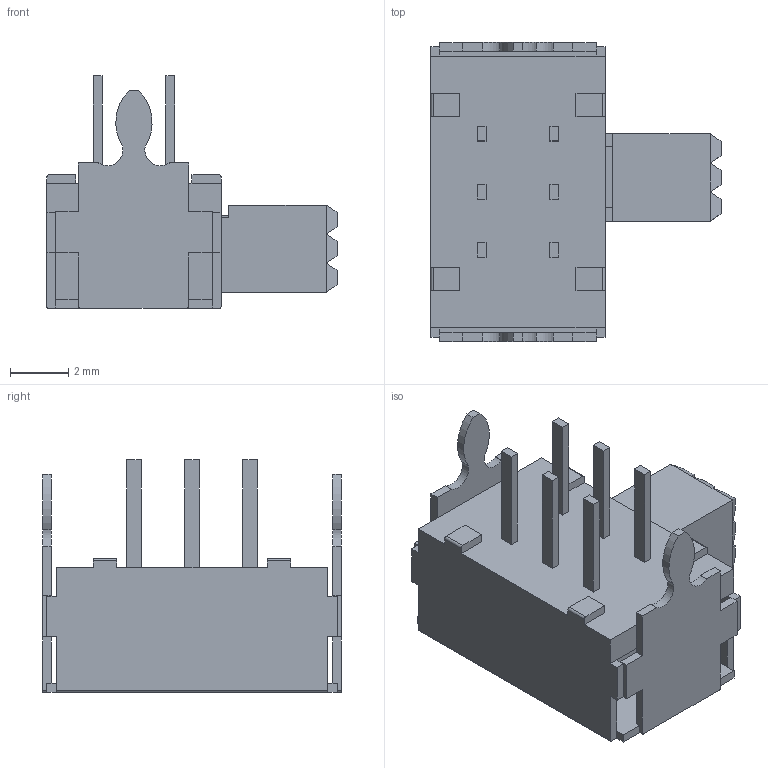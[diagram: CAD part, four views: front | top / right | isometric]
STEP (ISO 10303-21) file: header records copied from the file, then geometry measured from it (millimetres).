
FILE_DESCRIPTION((' '),'2;1');
FILE_NAME('EG2208.stp','2017-07-28T15:35:51',(' '),(' '),' ','ACIS',' ');
FILE_SCHEMA(('CONFIG_CONTROL_DESIGN'));
Length unit declared in the file: inch
Products named in the file (1): EG2208.stp
Bounding box: 10 x 10.3 x 8 mm (x, y, z)
Volume: 222.3 mm3; surface area: 611.3 mm2
Topology: 1 solids, 1 shells, 250 faces, 680 edges, 434 vertices
Faces by surface type: plane 232, cylinder 18
Entity records: 7809 total; most frequent: CARTESIAN_POINT 1365, ORIENTED_EDGE 1360, DIRECTION 1218, EDGE_CURVE 680, VECTOR 644, LINE 644, VERTEX_POINT 434, AXIS2_PLACEMENT_3D 287
